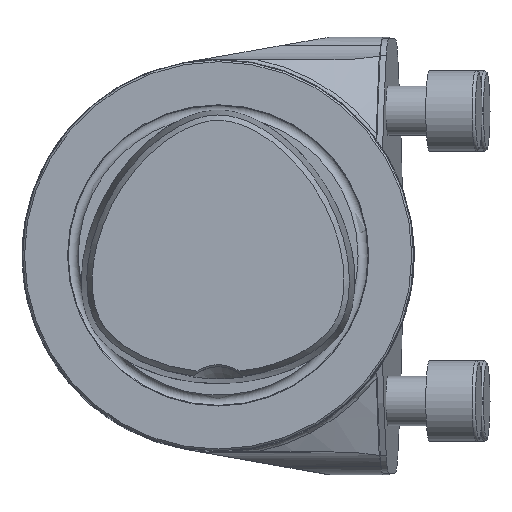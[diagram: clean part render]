
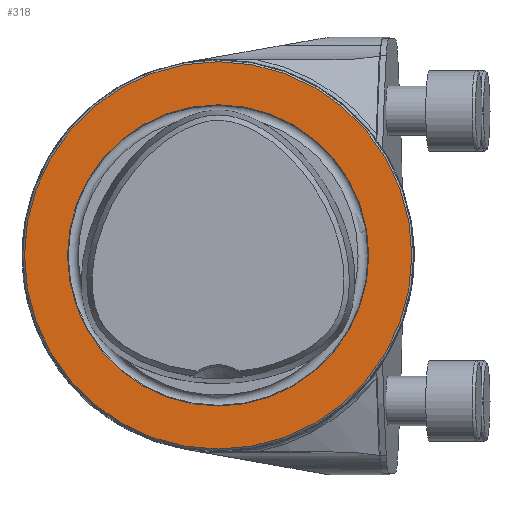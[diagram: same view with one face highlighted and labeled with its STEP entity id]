
A CAD part, top view. The second image highlights one B-rep face of the part: STEP entity #318.
In plain terms, the highlighted planar face has unit normal (0, 0, 1).
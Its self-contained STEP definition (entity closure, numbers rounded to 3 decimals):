
#318=ADVANCED_FACE('CU_E_LO_SU_1',(#564,#565),#376,.F.);
#376=PLANE('',#1715);
#564=FACE_BOUND('',#671,.T.);
#565=FACE_BOUND('',#672,.T.);
#671=EDGE_LOOP('',(#995));
#672=EDGE_LOOP('',(#996));
#995=ORIENTED_EDGE('',*,*,#1446,.F.);
#996=ORIENTED_EDGE('',*,*,#1445,.T.);
#1262=VERTEX_POINT('',#8583);
#1263=VERTEX_POINT('',#8586);
#1445=EDGE_CURVE('',#1262,#1262,#1542,.T.);
#1446=EDGE_CURVE('',#1263,#1263,#1543,.T.);
#1542=CIRCLE('',#1712,31.2);
#1543=CIRCLE('',#1714,24.264);
#1712=AXIS2_PLACEMENT_3D('',#8582,#2070,#2071);
#1714=AXIS2_PLACEMENT_3D('',#8585,#2074,#2075);
#1715=AXIS2_PLACEMENT_3D('',#8587,#2076,#2077);
#2070=DIRECTION('',(0.,0.,1.));
#2071=DIRECTION('',(1.,0.,0.));
#2074=DIRECTION('',(0.,0.,1.));
#2075=DIRECTION('',(1.,0.,0.));
#2076=DIRECTION('',(0.,0.,-1.));
#2077=DIRECTION('',(-1.,0.,0.));
#8582=CARTESIAN_POINT('',(0.,0.,0.));
#8583=CARTESIAN_POINT('',(31.2,0.,0.));
#8585=CARTESIAN_POINT('',(0.,0.,0.));
#8586=CARTESIAN_POINT('',(24.264,0.,0.));
#8587=CARTESIAN_POINT('',(0.,-31.2,0.));
